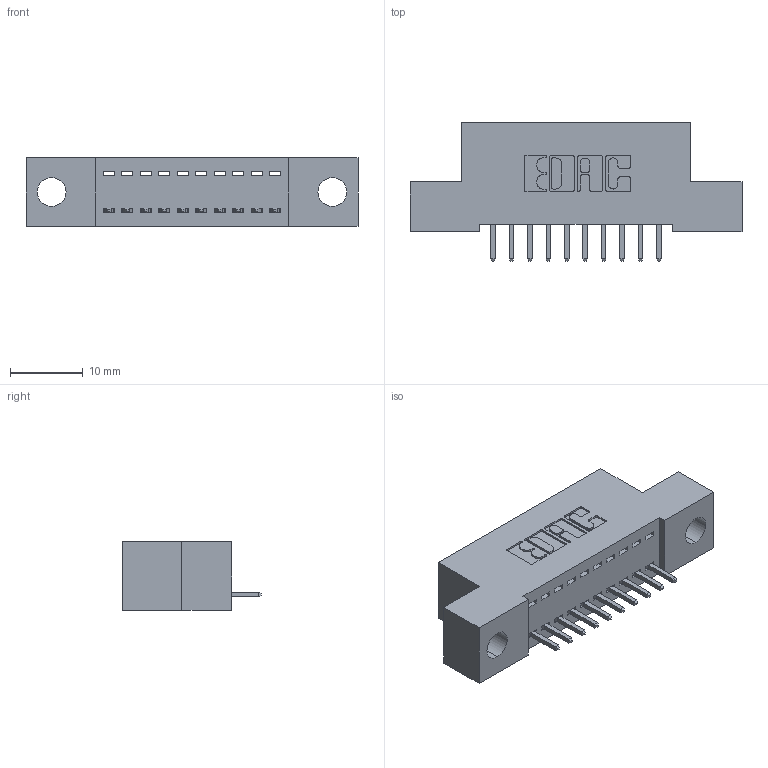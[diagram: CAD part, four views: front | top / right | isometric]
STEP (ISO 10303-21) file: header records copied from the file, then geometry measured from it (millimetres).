
FILE_DESCRIPTION (( 'STEP AP203' ), '1' );
FILE_NAME ('392-010-521-104.STEP', '2019-10-05T00:34:38', ( '' ), ( '' ), 'SwSTEP 2.0', 'SolidWorks 2016', '' );
FILE_SCHEMA (( 'CONFIG_CONTROL_DESIGN' ));
Length unit declared in the file: inch
Products named in the file (3): 392-010-521-104; 342 Part_.156 TH; 345-292-001_345-293-121
Assembly tree (11 placements, depth 2):
  392-010-521-104
    342 Part_.156 TH
    345-292-001_345-293-121  x10
Bounding box: 45.72 x 19.06 x 9.4 mm (x, y, z)
Volume: 3775.4 mm3; surface area: 4656.1 mm2
Topology: 11 solids, 11 shells, 690 faces, 2059 edges, 1358 vertices
Faces by surface type: plane 486, cylinder 204
Entity records: 10141 total; most frequent: CARTESIAN_POINT 1760, ORIENTED_EDGE 1706, DIRECTION 1549, EDGE_CURVE 853, LINE 725, VECTOR 725, VERTEX_POINT 566, AXIS2_PLACEMENT_3D 412
